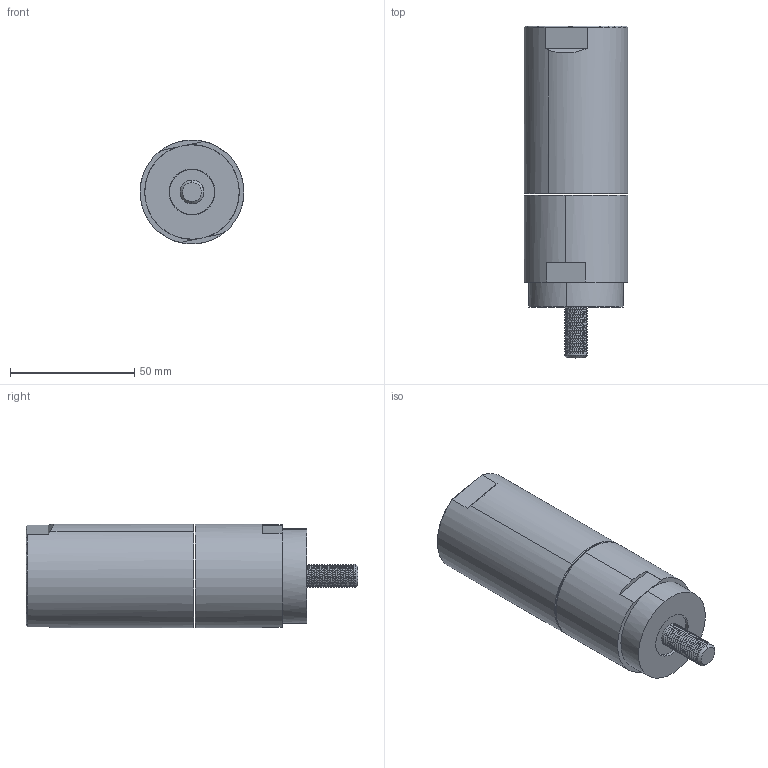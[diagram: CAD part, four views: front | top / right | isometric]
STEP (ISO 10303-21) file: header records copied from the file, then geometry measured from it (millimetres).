
FILE_DESCRIPTION (( 'STEP AP214' ), '1' );
FILE_NAME ('OSM55-300RV.STEP', '2022-01-25T22:29:41', ( '' ), ( '' ), 'SwSTEP 2.0', 'SolidWorks 2021', '' );
FILE_SCHEMA (( 'AUTOMOTIVE_DESIGN' ));
Length unit declared in the file: millimetre
Products named in the file (1): OSM55-300RV
Bounding box: 41.75 x 133.5 x 41.75 mm (x, y, z)
Surface area: 20130 mm2 (no closed solid volume)
Topology: 0 solids, 4 shells, 98 faces, 291 edges, 197 vertices
Faces by surface type: cylinder 55, plane 28, cone 12, bspline 3
Entity records: 7169 total; most frequent: CARTESIAN_POINT 3690, ORIENTED_EDGE 538, DIRECTION 453, EDGE_CURVE 291, VERTEX_POINT 197, AXIS2_PLACEMENT_3D 170, VECTOR 113, LINE 113
